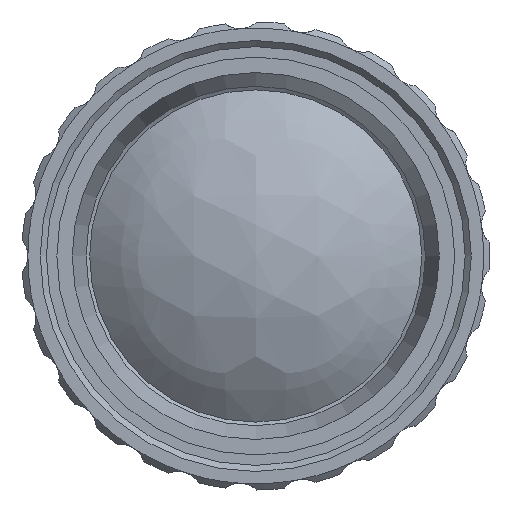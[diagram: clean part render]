
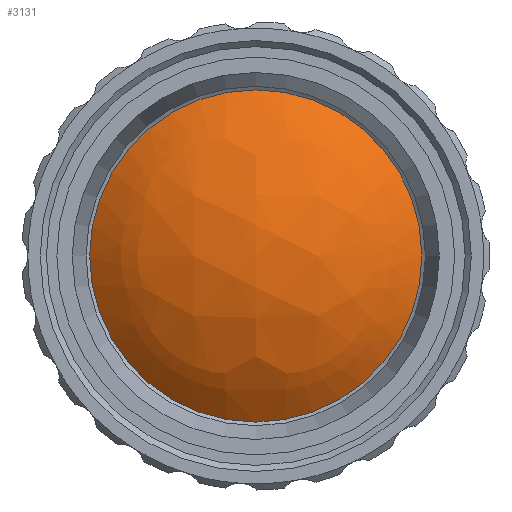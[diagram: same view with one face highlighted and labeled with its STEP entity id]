
A CAD part, left-side view. The second image highlights one B-rep face of the part: STEP entity #3131.
In plain terms, the highlighted free-form (B-spline) face has degree [3, 3] with [4, 4] control points.
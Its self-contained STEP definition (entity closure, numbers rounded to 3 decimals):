
#101 = CARTESIAN_POINT ( 'NONE',  ( -1.165, 5.472, -5.873 ) ) ;
#190 = AXIS2_PLACEMENT_3D ( 'NONE', #214, #895, #2785 ) ;
#214 = CARTESIAN_POINT ( 'NONE',  ( 7.868, 0., 0. ) ) ;
#407 = CARTESIAN_POINT ( 'NONE',  ( 11.886, 13.727, 10.39 ) ) ;
#654 = CARTESIAN_POINT ( 'NONE',  ( 6.49, -5.39, 14.972 ) ) ;
#741 = CARTESIAN_POINT ( 'NONE',  ( 6.505, -13.67, -4.092 ) ) ;
#895 = DIRECTION ( 'NONE',  ( -1., 0., 0. ) ) ;
#965 = CARTESIAN_POINT ( 'NONE',  ( 11.848, -13.67, 10.421 ) ) ;
#1007 = CARTESIAN_POINT ( 'NONE',  ( 11.855, 13.727, -10.353 ) ) ;
#1049 = CARTESIAN_POINT ( 'NONE',  ( -1.169, -5.39, 5.953 ) ) ;
#1356 = CARTESIAN_POINT ( 'NONE',  ( -1.148, 5.472, 5.948 ) ) ;
#1419 = EDGE_CURVE ( 'NONE', #3510, #3510, #1960, .T. ) ;
#1670 = CARTESIAN_POINT ( 'NONE',  ( 6.46, 5.472, -14.907 ) ) ;
#1960 = CIRCLE ( 'NONE', #190, 13.488 ) ;
#2106 = ORIENTED_EDGE ( 'NONE', *, *, #1419, .T. ) ;
#2283 = CARTESIAN_POINT ( 'NONE',  ( 6.559, 13.727, -4.079 ) ) ;
#2299 = CARTESIAN_POINT ( 'NONE',  ( 7.868, -13.488, 0. ) ) ;
#2307 = CARTESIAN_POINT ( 'NONE',  ( -1.187, -5.39, -5.878 ) ) ;
#2359 = EDGE_LOOP ( 'NONE', ( #2106 ) ) ;
#2468 =( BOUNDED_SURFACE ( )  B_SPLINE_SURFACE ( 3, 3, ( 
 ( #1007, #2283, #3552, #407 ),
 ( #1670, #101, #1356, #2873 ),
 ( #3888, #2307, #1049, #654 ),
 ( #3581, #741, #3161, #965 ) ),
 .UNSPECIFIED., .F., .F., .T. ) 
 B_SPLINE_SURFACE_WITH_KNOTS ( ( 4, 4 ),
 ( 4, 4 ),
 ( 0., 1. ),
 ( 0., 1. ),
 .UNSPECIFIED. ) 
 GEOMETRIC_REPRESENTATION_ITEM ( )  RATIONAL_B_SPLINE_SURFACE ( (
 ( 1., 0.842, 0.842, 1.),
 ( 0.841, 0.708, 0.708, 0.841),
 ( 0.841, 0.708, 0.708, 0.841),
 ( 1., 0.842, 0.842, 1.) ) ) 
 REPRESENTATION_ITEM ( '' )  SURFACE ( )  );
#2537 = FACE_OUTER_BOUND ( 'NONE', #2359, .T. ) ;
#2785 = DIRECTION ( 'NONE',  ( 0., -1., 0. ) ) ;
#2873 = CARTESIAN_POINT ( 'NONE',  ( 6.504, 5.472, 14.959 ) ) ;
#3131 = ADVANCED_FACE ( 'NONE', ( #2537 ), #2468, .T. ) ;
#3161 = CARTESIAN_POINT ( 'NONE',  ( 6.518, -13.67, 4.144 ) ) ;
#3510 = VERTEX_POINT ( 'NONE', #2299 ) ;
#3552 = CARTESIAN_POINT ( 'NONE',  ( 6.571, 13.727, 4.131 ) ) ;
#3581 = CARTESIAN_POINT ( 'NONE',  ( 11.818, -13.67, -10.385 ) ) ;
#3888 = CARTESIAN_POINT ( 'NONE',  ( 6.445, -5.39, -14.92 ) ) ;
